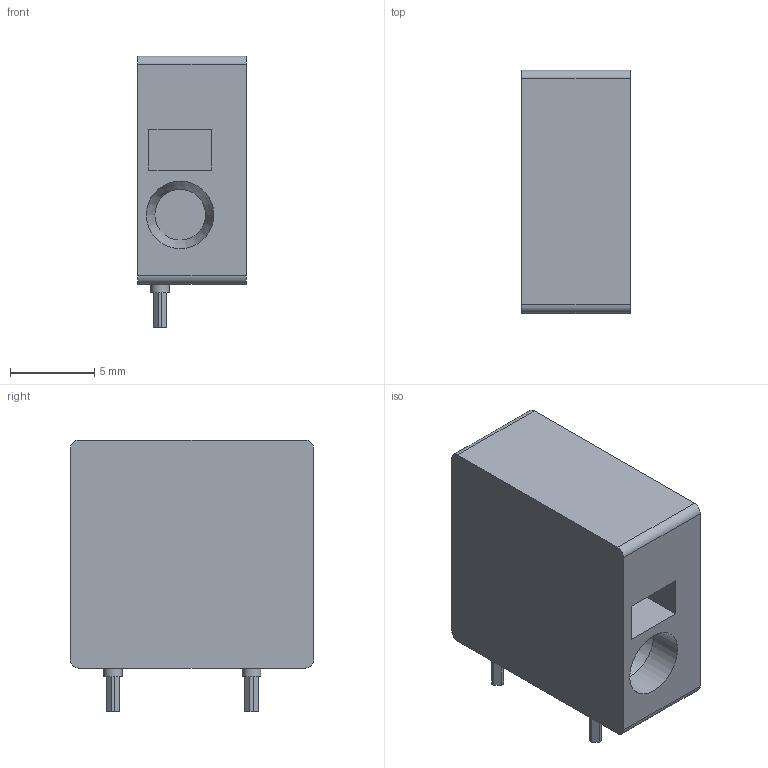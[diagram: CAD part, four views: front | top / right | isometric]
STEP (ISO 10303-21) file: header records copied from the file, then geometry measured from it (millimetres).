
FILE_DESCRIPTION(/* description */ ('model of PhoenixContact_SPT_2.5_1-H-5.0_1x01_P5.0mm_Horizontal'),/* implementation_level */ '2;1');
FILE_NAME(/* name */ 'PhoenixContact_SPT_2.5_1-H-5.0_1x01_P5.0mm_Horizontal.step',/* time_stamp */ '2023-01-30T13:56:37',/* author */ ('KiCAD','kicad'),/* organization */ ('OCCT'),/* preprocessor_version */ '',/* originating_system */ 'KiCAD',/* authorisation */ '');
FILE_SCHEMA(('AUTOMOTIVE_DESIGN { 1 0 10303 214 1 1 1 1 }'));
Length unit declared in the file: millimetre
Products named in the file (7): CQ assembly; 886c43f4-a09d-11ed-8f45-a0cec80452fd; 886c43f4-a09d-11ed-8f45-a0cec80452fd_part; 886c489a-a09d-11ed-8f45-a0cec80452fd; 886c489a-a09d-11ed-8f45-a0cec80452fd_part; 886c4b7e-a09d-11ed-8f45-a0cec80452fd; 886c4b7e-a09d-11ed-8f45-a0cec80452fd_part
Assembly tree (6 placements, depth 4):
  CQ assembly
    886c43f4-a09d-11ed-8f45-a0cec80452fd
      886c43f4-a09d-11ed-8f45-a0cec80452fd_part
      886c489a-a09d-11ed-8f45-a0cec80452fd
        886c489a-a09d-11ed-8f45-a0cec80452fd_part
      886c4b7e-a09d-11ed-8f45-a0cec80452fd
        886c4b7e-a09d-11ed-8f45-a0cec80452fd_part
Bounding box: 6.4 x 14.4 x 16.1 mm (x, y, z)
Volume: 1178.6 mm3; surface area: 833 mm2
Topology: 3 solids, 3 shells, 42 faces, 95 edges, 63 vertices
Faces by surface type: plane 34, cylinder 7, cone 1
Full cylindrical faces by diameter (mm): 1.1 x2, 4 x1
Entity records: 1305 total; most frequent: DIRECTION 208, CARTESIAN_POINT 207, ORIENTED_EDGE 190, EDGE_CURVE 95, LINE 80, VECTOR 80, AXIS2_PLACEMENT_3D 64, VERTEX_POINT 63
